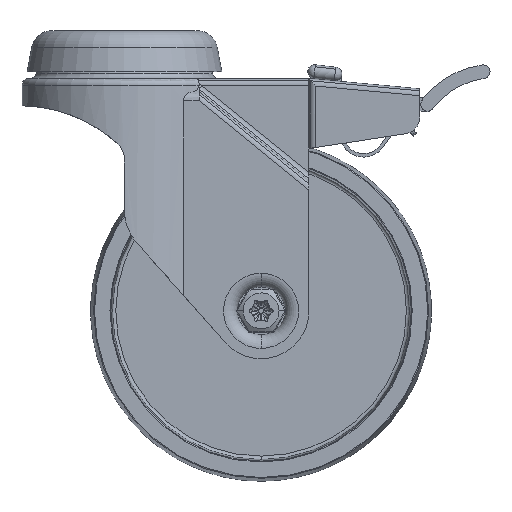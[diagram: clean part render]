
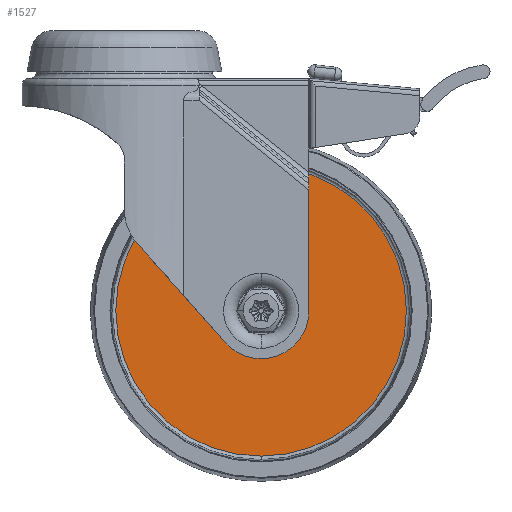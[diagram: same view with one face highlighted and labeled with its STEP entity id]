
A CAD part, front view. The second image highlights one B-rep face of the part: STEP entity #1527.
In plain terms, the highlighted planar face has unit normal (0, -1, 0).
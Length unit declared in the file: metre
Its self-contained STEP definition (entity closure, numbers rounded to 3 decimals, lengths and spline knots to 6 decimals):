
#1527=ADVANCED_FACE('',(#2673,#2674),#2675,.T.);
#2673=FACE_OUTER_BOUND('',#5889,.T.);
#2674=FACE_BOUND('',#5890,.T.);
#2675=PLANE('',#5891);
#5889=EDGE_LOOP('',(#13662,#13663,#13664));
#5890=EDGE_LOOP('',(#13665,#13666,#13667));
#5891=AXIS2_PLACEMENT_3D('',#13668,#13669,#13670);
#13662=ORIENTED_EDGE('',*,*,#16424,.F.);
#13663=ORIENTED_EDGE('',*,*,#16425,.F.);
#13664=ORIENTED_EDGE('',*,*,#16315,.F.);
#13665=ORIENTED_EDGE('',*,*,#16422,.T.);
#13666=ORIENTED_EDGE('',*,*,#16323,.T.);
#13667=ORIENTED_EDGE('',*,*,#16423,.T.);
#13668=CARTESIAN_POINT('',(-0.027893,-0.002,0.0));
#13669=DIRECTION('',(0.,-1.0,0.0));
#13670=DIRECTION('',(1.0,0.,0.0));
#16315=EDGE_CURVE('',#18591,#18594,#18595,.T.);
#16323=EDGE_CURVE('',#18602,#18608,#18610,.T.);
#16422=EDGE_CURVE('',#18773,#18602,#18774,.T.);
#16423=EDGE_CURVE('',#18608,#18773,#18775,.T.);
#16424=EDGE_CURVE('',#18776,#18591,#18777,.T.);
#16425=EDGE_CURVE('',#18594,#18776,#18778,.T.);
#18591=VERTEX_POINT('',#23267);
#18594=VERTEX_POINT('',#23270);
#18595=CIRCLE('',#23271,0.042535);
#18602=VERTEX_POINT('',#23278);
#18608=VERTEX_POINT('',#23284);
#18610=CIRCLE('',#23286,0.01325);
#18773=VERTEX_POINT('',#23463);
#18774=CIRCLE('',#23464,0.01325);
#18775=CIRCLE('',#23465,0.01325);
#18776=VERTEX_POINT('',#23466);
#18777=CIRCLE('',#23467,0.042535);
#18778=CIRCLE('',#23468,0.042535);
#23267=CARTESIAN_POINT('',(0.,-0.002,0.042535));
#23270=CARTESIAN_POINT('',(0.,-0.002,-0.042535));
#23271=AXIS2_PLACEMENT_3D('',#28442,#28443,#28444);
#23278=CARTESIAN_POINT('',(0.,-0.002,0.01325));
#23284=CARTESIAN_POINT('',(0.,-0.002,-0.01325));
#23286=AXIS2_PLACEMENT_3D('',#28466,#28467,#28468);
#23463=CARTESIAN_POINT('',(-0.01325,-0.002,0.0));
#23464=AXIS2_PLACEMENT_3D('',#28735,#28736,#28737);
#23465=AXIS2_PLACEMENT_3D('',#28738,#28739,#28740);
#23466=CARTESIAN_POINT('',(-0.042535,-0.002,0.0));
#23467=AXIS2_PLACEMENT_3D('',#28741,#28742,#28743);
#23468=AXIS2_PLACEMENT_3D('',#28744,#28745,#28746);
#28442=CARTESIAN_POINT('',(0.,-0.002,0.0));
#28443=DIRECTION('',(0.,1.0,0.0));
#28444=DIRECTION('',(-1.0,0.,0.0));
#28466=CARTESIAN_POINT('',(0.,-0.002,0.0));
#28467=DIRECTION('',(0.,1.0,0.0));
#28468=DIRECTION('',(-1.0,0.,0.0));
#28735=CARTESIAN_POINT('',(0.,-0.002,0.0));
#28736=DIRECTION('',(0.,1.0,0.0));
#28737=DIRECTION('',(-1.0,0.,0.0));
#28738=CARTESIAN_POINT('',(0.,-0.002,0.0));
#28739=DIRECTION('',(0.,1.0,0.0));
#28740=DIRECTION('',(-1.0,0.,0.0));
#28741=CARTESIAN_POINT('',(0.,-0.002,0.0));
#28742=DIRECTION('',(0.,1.0,0.0));
#28743=DIRECTION('',(-1.0,0.,0.0));
#28744=CARTESIAN_POINT('',(0.,-0.002,0.0));
#28745=DIRECTION('',(0.,1.0,0.0));
#28746=DIRECTION('',(-1.0,0.,0.0));
